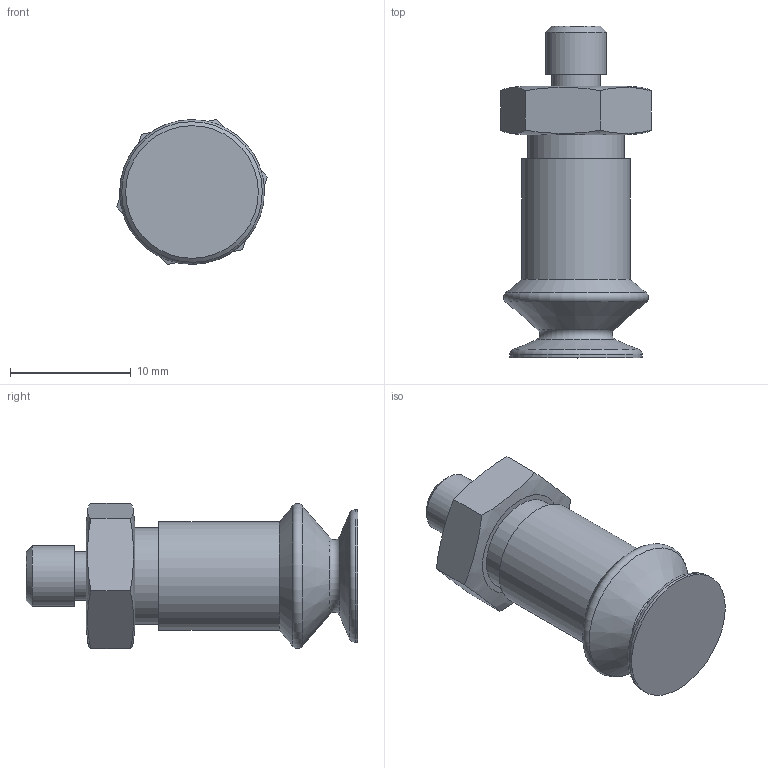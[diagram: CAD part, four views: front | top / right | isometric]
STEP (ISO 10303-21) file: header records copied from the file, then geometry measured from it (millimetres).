
FILE_DESCRIPTION(/* description */ (''),/* implementation_level */ '2;1');
FILE_NAME(/* name */ 'vf10nit_rac2rm5m.stp',/* time_stamp */ '2020-07-20T17:01:51+02:00',/* author */ ('enginyeria'),/* organization */ (''),/* preprocessor_version */ 'ST-DEVELOPER v17',/* originating_system */ 'Autodesk Inventor 2019',/* authorisation */ '');
FILE_SCHEMA (('CONFIG_CONTROL_DESIGN'));
Length unit declared in the file: millimetre
Products named in the file (1): Pieza18
Bounding box: 12.46 x 27.5 x 12.03 mm (x, y, z)
Volume: 1660.1 mm3; surface area: 1212.8 mm2
Topology: 1 solids, 1 shells, 32 faces, 86 edges, 62 vertices
Faces by surface type: plane 14, cylinder 7, cone 6, torus 3, bspline 2
Full cylindrical faces by diameter (mm): 1.8 x1, 2.7 x1, 4 x1, 5 x1, 8 x1, 9 x1, 10.996 x1
Entity records: 1270 total; most frequent: CARTESIAN_POINT 341, DIRECTION 191, ORIENTED_EDGE 172, EDGE_CURVE 86, AXIS2_PLACEMENT_3D 86, VERTEX_POINT 62, CIRCLE 55, EDGE_LOOP 38
